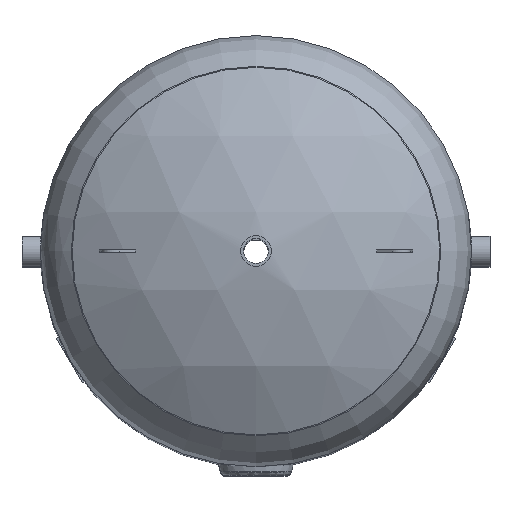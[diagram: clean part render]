
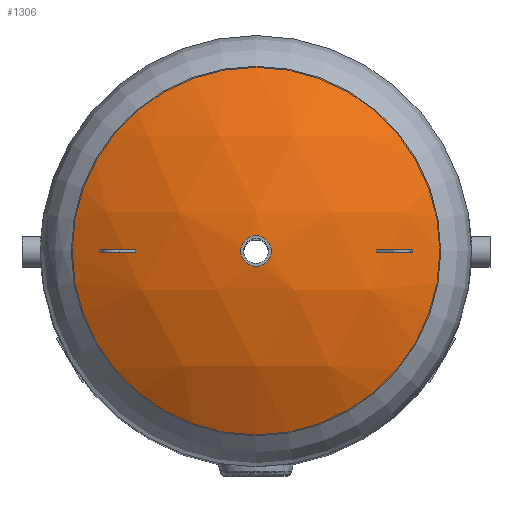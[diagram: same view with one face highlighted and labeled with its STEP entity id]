
A CAD part, top view. The second image highlights one B-rep face of the part: STEP entity #1306.
In plain terms, the highlighted spherical face has radius 1000 mm.
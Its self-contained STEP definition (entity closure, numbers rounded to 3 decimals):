
#321=SPHERICAL_SURFACE('',#1444,1000.);
#377=FACE_BOUND('',#587,.T.);
#450=FACE_OUTER_BOUND('',#586,.T.);
#586=EDGE_LOOP('',(#1149));
#587=EDGE_LOOP('',(#1150));
#646=CIRCLE('',#1437,44.45);
#650=CIRCLE('',#1445,535.604);
#751=VERTEX_POINT('',#4115);
#755=VERTEX_POINT('',#4127);
#888=EDGE_CURVE('',#751,#751,#646,.T.);
#892=EDGE_CURVE('',#755,#755,#650,.T.);
#1149=ORIENTED_EDGE('',*,*,#892,.F.);
#1150=ORIENTED_EDGE('',*,*,#888,.T.);
#1306=ADVANCED_FACE('',(#450,#377),#321,.T.);
#1437=AXIS2_PLACEMENT_3D('',#4116,#1735,#1736);
#1444=AXIS2_PLACEMENT_3D('',#4126,#1749,#1750);
#1445=AXIS2_PLACEMENT_3D('',#4128,#1751,#1752);
#1735=DIRECTION('center_axis',(0.,-1.,0.));
#1736=DIRECTION('ref_axis',(-1.,0.,0.));
#1749=DIRECTION('center_axis',(0.,0.,1.));
#1750=DIRECTION('ref_axis',(1.,0.,0.));
#1751=DIRECTION('center_axis',(0.,-1.,0.));
#1752=DIRECTION('ref_axis',(1.,0.,0.));
#4115=CARTESIAN_POINT('',(44.45,349.012,0.));
#4116=CARTESIAN_POINT('Origin',(0.,349.012,0.));
#4126=CARTESIAN_POINT('Origin',(0.,-650.,0.));
#4127=CARTESIAN_POINT('',(535.604,194.469,0.));
#4128=CARTESIAN_POINT('Origin',(0.,194.469,0.));
